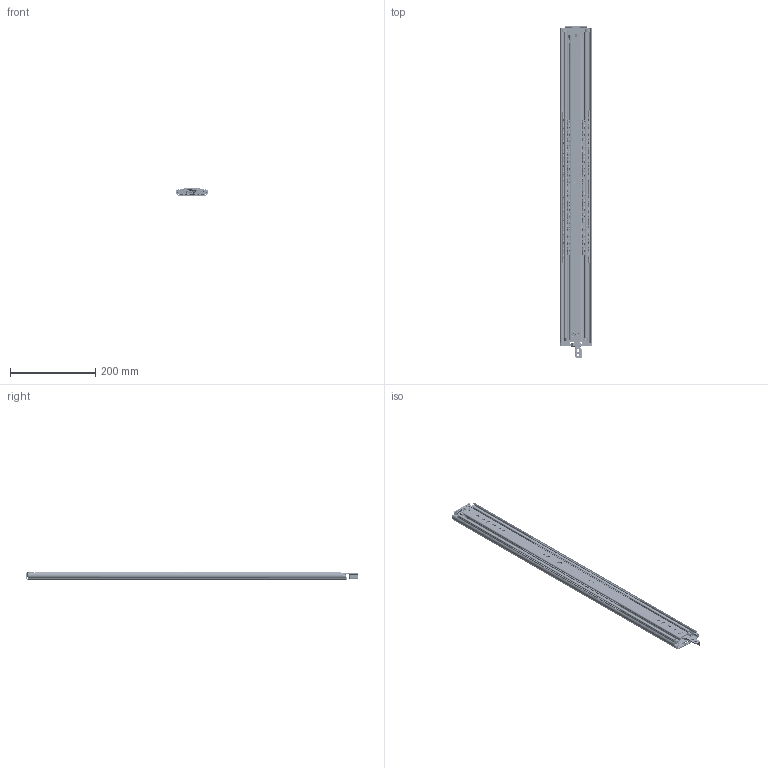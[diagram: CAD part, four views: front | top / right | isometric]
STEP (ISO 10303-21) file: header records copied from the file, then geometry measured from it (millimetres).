
FILE_DESCRIPTION(/* description */ ('TR7619 750 / 758 (19,1mm)'),/* implementation_level */ '2;1');
FILE_NAME(/* name */ '114S47.stp',/* time_stamp */ '2021-07-27T11:56:04+02:00',/* author */ ('r.groen'),/* organization */ (''),/* preprocessor_version */ 'ST-DEVELOPER v17',/* originating_system */ 'Autodesk Inventor 2018',/* authorisation */ '');
FILE_SCHEMA (('AUTOMOTIVE_DESIGN { 1 0 10303 214 3 1 1 }'));
Products named in the file (42): 114-S47; 114-S47_1; 114-S47_2; 114-S47_3; 921955; 114-S47_4; 923505; 921714; 921708; 921706_Assy; 921706; 921716_Assy; 921716; 911073; 114-S47_5; 114-S47_6; 921751; 921750; 973008; 973007; 921739; 114-S47_7; 923009; 921713; 921707; 921705_Assy; 921705; 921715_Assy; 921715; 911078; 114-S47_8; 114-S47_9; 5921953; 922128; 921953; 913053; ISO 10642 - M4x6; 913058; 921946; 922126 ...
Assembly tree (80 placements, depth 5):
  114-S47
    114-S47_1
    114-S47_2
      114-S47_3
      921955
    114-S47_4
      923505
        921714
        921706_Assy  x8
          921706
          911073
        921708  x4
        921716_Assy  x4
          921716
          911073
    114-S47_5
      114-S47_6
      921751
      921750
      973008
        973007
        921739
    114-S47_7
      923009
        921713
        921705_Assy  x8
          921705
          911078
        921707  x4
        921715_Assy  x4
          921715
          911078
    114-S47_8
      114-S47_9
      5921953
        922128
        921953
      913053
      ISO 10642 - M4x6  x2
      913058
      921946
      922126
      973009
      114-S47_10
Bounding box: 76.19 x 778 x 19.18 mm (x, y, z)
Volume: 526322 mm3; surface area: 459418.2 mm2
Topology: 136 solids, 136 shells, 9842 faces, 28329 edges, 18390 vertices
Faces by surface type: cylinder 5724, plane 3341, torus 312, bspline 261, sphere 111, cone 93
Full cylindrical faces by diameter (mm): 1.3 x3, 3 x3, 3.5 x1, 4 x3, 4.5 x1, 5.2 x8, 5.5 x2, 5.8 x1, 6.5 x1, 6.6 x9, 6.7 x1, 7 x1, 7.8 x1, 8 x3, 8.1 x36, 9.2 x36, 13.5 x1, 15 x2
Entity records: 140347 total; most frequent: CARTESIAN_POINT 41624, ORIENTED_EDGE 21124, DIRECTION 20048, EDGE_CURVE 10562, AXIS2_PLACEMENT_3D 7395, VERTEX_POINT 6742, LINE 5258, VECTOR 5258
